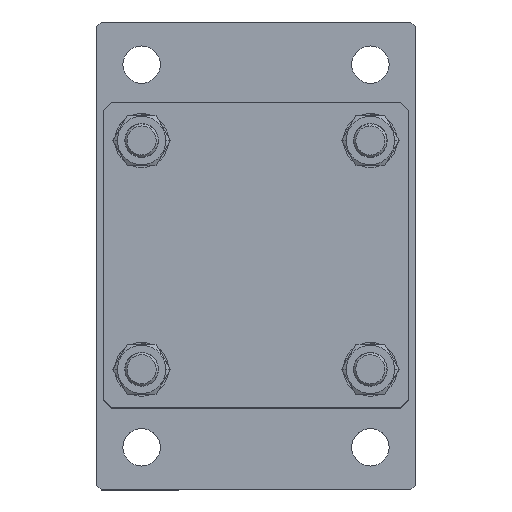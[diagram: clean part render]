
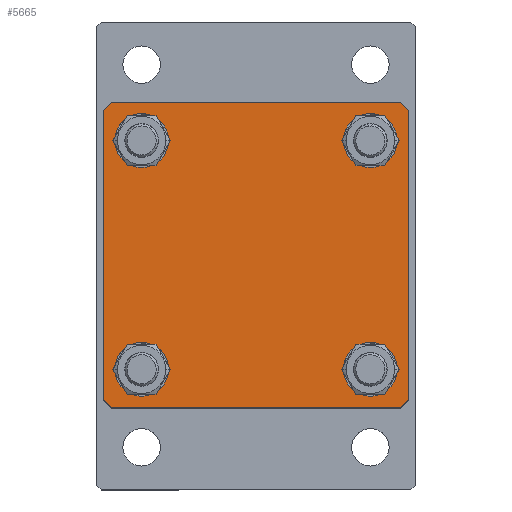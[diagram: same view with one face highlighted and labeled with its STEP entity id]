
A CAD part, top view. The second image highlights one B-rep face of the part: STEP entity #5665.
In plain terms, the highlighted face is planar.
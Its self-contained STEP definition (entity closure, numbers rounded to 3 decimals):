
#197 = CARTESIAN_POINT ( 'NONE',  ( 55., 55., 0. ) ) ;
#198 = DIRECTION ( 'NONE',  ( 0., 0., -1. ) ) ;
#199 = DIRECTION ( 'NONE',  ( -1., 0., 0. ) ) ;
#207 = CARTESIAN_POINT ( 'NONE',  ( 55., -55., 0. ) ) ;
#208 = DIRECTION ( 'NONE',  ( 0., 0., -1. ) ) ;
#209 = DIRECTION ( 'NONE',  ( -1., 0., 0. ) ) ;
#217 = CARTESIAN_POINT ( 'NONE',  ( -55., -55., 0. ) ) ;
#218 = DIRECTION ( 'NONE',  ( 0., 0., -1. ) ) ;
#219 = DIRECTION ( 'NONE',  ( -1., 0., 0. ) ) ;
#1441 = CARTESIAN_POINT ( 'NONE',  ( -55., 55., 0. ) ) ;
#1442 = DIRECTION ( 'NONE',  ( 0., 0., -1. ) ) ;
#1443 = DIRECTION ( 'NONE',  ( -1., 0., 0. ) ) ;
#1521 = CARTESIAN_POINT ( 'NONE',  ( 73.5, -73.5, 0. ) ) ;
#1526 = DIRECTION ( 'NONE',  ( 0., 1., 0. ) ) ;
#1533 = CARTESIAN_POINT ( 'NONE',  ( -73.5, 73.5, 0. ) ) ;
#1538 = DIRECTION ( 'NONE',  ( -1., 0., 0. ) ) ;
#1541 = CARTESIAN_POINT ( 'NONE',  ( -73.5, -73.5, 0. ) ) ;
#1542 = DIRECTION ( 'NONE',  ( 0., -1., 0. ) ) ;
#1546 = CARTESIAN_POINT ( 'NONE',  ( -73.5, -73.5, 0. ) ) ;
#1547 = DIRECTION ( 'NONE',  ( 1., 0., 0. ) ) ;
#1551 = CARTESIAN_POINT ( 'NONE',  ( 55., 55., 0. ) ) ;
#1552 = DIRECTION ( 'NONE',  ( 0., 0., -1. ) ) ;
#1553 = DIRECTION ( 'NONE',  ( -1., 0., 0. ) ) ;
#1554 = CARTESIAN_POINT ( 'NONE',  ( 55., -55., 0. ) ) ;
#1555 = DIRECTION ( 'NONE',  ( 0., 0., -1. ) ) ;
#1556 = DIRECTION ( 'NONE',  ( -1., 0., 0. ) ) ;
#1557 = CARTESIAN_POINT ( 'NONE',  ( 71.5, -71.5, 0. ) ) ;
#1558 = DIRECTION ( 'NONE',  ( -0.707, -0.707, 0. ) ) ;
#1559 = CARTESIAN_POINT ( 'NONE',  ( -55., -55., 0. ) ) ;
#1560 = DIRECTION ( 'NONE',  ( 0., 0., -1. ) ) ;
#1561 = DIRECTION ( 'NONE',  ( -1., 0., 0. ) ) ;
#1562 = CARTESIAN_POINT ( 'NONE',  ( -71.5, -71.5, 0. ) ) ;
#1563 = CARTESIAN_POINT ( 'NONE',  ( -55., 55., 0. ) ) ;
#1564 = DIRECTION ( 'NONE',  ( 0., 0., -1. ) ) ;
#1565 = DIRECTION ( 'NONE',  ( -1., 0., 0. ) ) ;
#1566 = DIRECTION ( 'NONE',  ( -0.707, 0.707, 0. ) ) ;
#1567 = CARTESIAN_POINT ( 'NONE',  ( -71.5, 71.5, 0. ) ) ;
#1568 = DIRECTION ( 'NONE',  ( 0.707, 0.707, 0. ) ) ;
#1569 = CARTESIAN_POINT ( 'NONE',  ( 71.5, 71.5, 0. ) ) ;
#1570 = DIRECTION ( 'NONE',  ( 0.707, -0.707, 0. ) ) ;
#2140 = VECTOR ( 'NONE', #1570, 1000. ) ;
#2147 = VECTOR ( 'NONE', #1568, 1000. ) ;
#2148 = LINE ( 'NONE', #1569, #2140 ) ;
#2149 = VECTOR ( 'NONE', #1566, 1000. ) ;
#2151 = LINE ( 'NONE', #1567, #2147 ) ;
#2152 = VECTOR ( 'NONE', #1558, 1000. ) ;
#2154 = LINE ( 'NONE', #1557, #2152 ) ;
#2155 = CIRCLE ( 'NONE', #3492, 9. ) ;
#2156 = CIRCLE ( 'NONE', #3493, 9. ) ;
#2157 = CIRCLE ( 'NONE', #3494, 9. ) ;
#2159 = CIRCLE ( 'NONE', #3495, 9. ) ;
#2162 = VECTOR ( 'NONE', #1547, 1000. ) ;
#2163 = LINE ( 'NONE', #1562, #2149 ) ;
#2165 = LINE ( 'NONE', #1546, #2162 ) ;
#2168 = VECTOR ( 'NONE', #1542, 1000. ) ;
#2175 = LINE ( 'NONE', #1541, #2168 ) ;
#2176 = VECTOR ( 'NONE', #1538, 1000. ) ;
#2184 = VECTOR ( 'NONE', #1526, 1000. ) ;
#2187 = LINE ( 'NONE', #1533, #2176 ) ;
#2214 = LINE ( 'NONE', #1521, #2184 ) ;
#2254 = CIRCLE ( 'NONE', #3510, 9. ) ;
#2260 = CIRCLE ( 'NONE', #3512, 9. ) ;
#2267 = CIRCLE ( 'NONE', #3514, 9. ) ;
#2273 = CIRCLE ( 'NONE', #3516, 9. ) ;
#2704 = FACE_OUTER_BOUND ( 'NONE', #7655, .T. ) ;
#2705 = FACE_BOUND ( 'NONE', #7650, .T. ) ;
#2719 = FACE_BOUND ( 'NONE', #7652, .T. ) ;
#2741 = FACE_BOUND ( 'NONE', #7657, .T. ) ;
#2742 = FACE_BOUND ( 'NONE', #7654, .T. ) ;
#3492 = AXIS2_PLACEMENT_3D ( 'NONE', #1563, #1564, #1565 ) ;
#3493 = AXIS2_PLACEMENT_3D ( 'NONE', #1559, #1560, #1561 ) ;
#3494 = AXIS2_PLACEMENT_3D ( 'NONE', #1554, #1555, #1556 ) ;
#3495 = AXIS2_PLACEMENT_3D ( 'NONE', #1551, #1552, #1553 ) ;
#3510 = AXIS2_PLACEMENT_3D ( 'NONE', #1441, #1442, #1443 ) ;
#3512 = AXIS2_PLACEMENT_3D ( 'NONE', #217, #218, #219 ) ;
#3514 = AXIS2_PLACEMENT_3D ( 'NONE', #207, #208, #209 ) ;
#3516 = AXIS2_PLACEMENT_3D ( 'NONE', #197, #198, #199 ) ;
#3801 = EDGE_CURVE ( 'NONE', #6637, #6638, #2273, .T. ) ;
#3805 = EDGE_CURVE ( 'NONE', #6641, #6642, #2267, .T. ) ;
#3809 = EDGE_CURVE ( 'NONE', #6645, #6646, #2260, .T. ) ;
#3813 = EDGE_CURVE ( 'NONE', #6649, #6650, #2254, .T. ) ;
#3848 = EDGE_CURVE ( 'NONE', #6663, #6672, #2214, .T. ) ;
#3853 = EDGE_CURVE ( 'NONE', #6673, #6674, #2187, .T. ) ;
#3855 = EDGE_CURVE ( 'NONE', #6664, #6661, #2175, .T. ) ;
#3858 = EDGE_CURVE ( 'NONE', #6675, #6671, #2165, .T. ) ;
#3861 = EDGE_CURVE ( 'NONE', #6638, #6637, #2159, .T. ) ;
#3862 = EDGE_CURVE ( 'NONE', #6642, #6641, #2157, .T. ) ;
#3863 = EDGE_CURVE ( 'NONE', #6646, #6645, #2156, .T. ) ;
#3864 = EDGE_CURVE ( 'NONE', #6650, #6649, #2155, .T. ) ;
#3865 = EDGE_CURVE ( 'NONE', #6663, #6671, #2154, .T. ) ;
#3866 = EDGE_CURVE ( 'NONE', #6675, #6661, #2163, .T. ) ;
#3867 = EDGE_CURVE ( 'NONE', #6664, #6674, #2151, .T. ) ;
#3868 = EDGE_CURVE ( 'NONE', #6673, #6672, #2148, .T. ) ;
#4024 = DIRECTION ( 'NONE',  ( 0., 0., -1. ) ) ;
#4026 = PLANE ( 'NONE',  #7172 ) ;
#4028 = CARTESIAN_POINT ( 'NONE',  ( 0., 0., 0. ) ) ;
#4030 = DIRECTION ( 'NONE',  ( -1., 0., 0. ) ) ;
#4478 = CARTESIAN_POINT ( 'NONE',  ( 64., 55., 0. ) ) ;
#4480 = CARTESIAN_POINT ( 'NONE',  ( 46., 55., 0. ) ) ;
#4489 = CARTESIAN_POINT ( 'NONE',  ( 64., -55., 0. ) ) ;
#4490 = CARTESIAN_POINT ( 'NONE',  ( 46., -55., 0. ) ) ;
#4493 = CARTESIAN_POINT ( 'NONE',  ( -46., -55., 0. ) ) ;
#4494 = CARTESIAN_POINT ( 'NONE',  ( -64., -55., 0. ) ) ;
#4497 = CARTESIAN_POINT ( 'NONE',  ( -46., 55., 0. ) ) ;
#4498 = CARTESIAN_POINT ( 'NONE',  ( -64., 55., 0. ) ) ;
#4509 = CARTESIAN_POINT ( 'NONE',  ( -73.5, -69.5, 0. ) ) ;
#4511 = CARTESIAN_POINT ( 'NONE',  ( 73.5, -69.5, 0. ) ) ;
#4512 = CARTESIAN_POINT ( 'NONE',  ( -73.5, 69.5, 0. ) ) ;
#4519 = CARTESIAN_POINT ( 'NONE',  ( 69.5, -73.5, 0. ) ) ;
#4520 = CARTESIAN_POINT ( 'NONE',  ( 73.5, 69.5, 0. ) ) ;
#4521 = CARTESIAN_POINT ( 'NONE',  ( 69.5, 73.5, 0. ) ) ;
#4522 = CARTESIAN_POINT ( 'NONE',  ( -69.5, 73.5, 0. ) ) ;
#4523 = CARTESIAN_POINT ( 'NONE',  ( -69.5, -73.5, 0. ) ) ;
#5399 = ORIENTED_EDGE ( 'NONE', *, *, #3805, .F. ) ;
#5400 = ORIENTED_EDGE ( 'NONE', *, *, #3861, .F. ) ;
#5417 = ORIENTED_EDGE ( 'NONE', *, *, #3801, .F. ) ;
#5426 = ORIENTED_EDGE ( 'NONE', *, *, #3868, .T. ) ;
#5446 = ORIENTED_EDGE ( 'NONE', *, *, #3813, .F. ) ;
#5530 = ORIENTED_EDGE ( 'NONE', *, *, #3863, .F. ) ;
#5531 = ORIENTED_EDGE ( 'NONE', *, *, #3864, .F. ) ;
#5549 = ORIENTED_EDGE ( 'NONE', *, *, #3862, .F. ) ;
#5665 = ADVANCED_FACE ( 'NONE', ( #2741, #2719, #2705, #2742, #2704 ), #4026, .T. ) ;
#6637 = VERTEX_POINT ( 'NONE', #4478 ) ;
#6638 = VERTEX_POINT ( 'NONE', #4480 ) ;
#6641 = VERTEX_POINT ( 'NONE', #4489 ) ;
#6642 = VERTEX_POINT ( 'NONE', #4490 ) ;
#6645 = VERTEX_POINT ( 'NONE', #4493 ) ;
#6646 = VERTEX_POINT ( 'NONE', #4494 ) ;
#6649 = VERTEX_POINT ( 'NONE', #4497 ) ;
#6650 = VERTEX_POINT ( 'NONE', #4498 ) ;
#6661 = VERTEX_POINT ( 'NONE', #4509 ) ;
#6663 = VERTEX_POINT ( 'NONE', #4511 ) ;
#6664 = VERTEX_POINT ( 'NONE', #4512 ) ;
#6671 = VERTEX_POINT ( 'NONE', #4519 ) ;
#6672 = VERTEX_POINT ( 'NONE', #4520 ) ;
#6673 = VERTEX_POINT ( 'NONE', #4521 ) ;
#6674 = VERTEX_POINT ( 'NONE', #4522 ) ;
#6675 = VERTEX_POINT ( 'NONE', #4523 ) ;
#7172 = AXIS2_PLACEMENT_3D ( 'NONE', #4028, #4024, #4030 ) ;
#7650 = EDGE_LOOP ( 'NONE', ( #5530, #7910 ) ) ;
#7652 = EDGE_LOOP ( 'NONE', ( #5549, #5399 ) ) ;
#7654 = EDGE_LOOP ( 'NONE', ( #5531, #5446 ) ) ;
#7655 = EDGE_LOOP ( 'NONE', ( #7869, #8004, #8213, #8212, #7862, #8058, #7898, #5426 ) ) ;
#7657 = EDGE_LOOP ( 'NONE', ( #5400, #5417 ) ) ;
#7862 = ORIENTED_EDGE ( 'NONE', *, *, #3855, .F. ) ;
#7869 = ORIENTED_EDGE ( 'NONE', *, *, #3848, .F. ) ;
#7898 = ORIENTED_EDGE ( 'NONE', *, *, #3853, .F. ) ;
#7910 = ORIENTED_EDGE ( 'NONE', *, *, #3809, .F. ) ;
#8004 = ORIENTED_EDGE ( 'NONE', *, *, #3865, .T. ) ;
#8058 = ORIENTED_EDGE ( 'NONE', *, *, #3867, .T. ) ;
#8212 = ORIENTED_EDGE ( 'NONE', *, *, #3866, .T. ) ;
#8213 = ORIENTED_EDGE ( 'NONE', *, *, #3858, .F. ) ;
